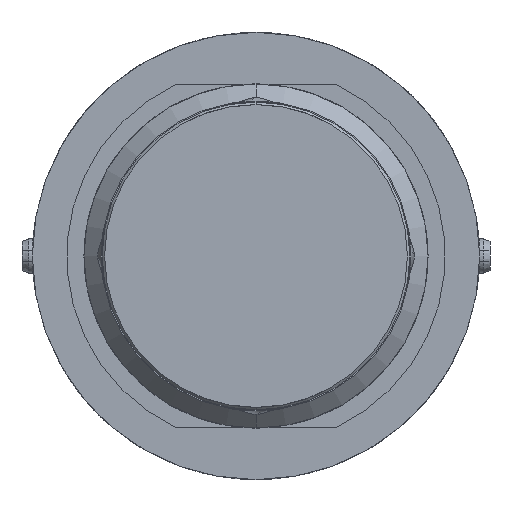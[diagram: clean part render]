
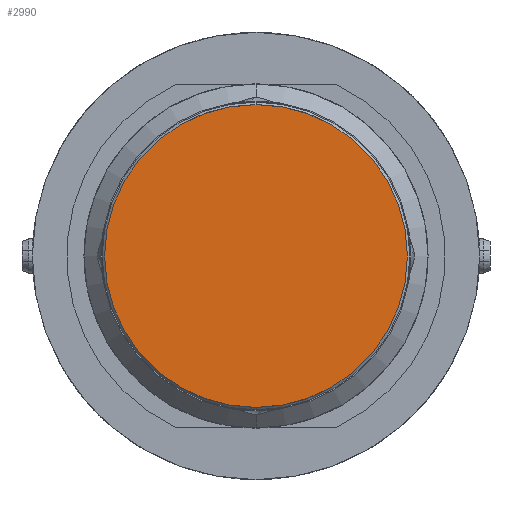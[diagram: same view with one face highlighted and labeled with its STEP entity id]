
A CAD part, front view. The second image highlights one B-rep face of the part: STEP entity #2990.
In plain terms, the highlighted planar face has unit normal (0, -1, 0).
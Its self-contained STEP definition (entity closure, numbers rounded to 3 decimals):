
#373 = CIRCLE ( 'NONE', #4120, 2.2 ) ;
#521 = CARTESIAN_POINT ( 'NONE',  ( 0., 0., 0. ) ) ;
#628 = EDGE_CURVE ( 'Defeature ausgef�hrt1_29+Defeature ausgef�hrt1_36+Defeature ausgef�hrt1_36+Defeature ausgef�hrt1_36', #2456, #6218, #373, .T. ) ;
#807 = FACE_OUTER_BOUND ( 'NONE', #4745, .T. ) ;
#1646 = CARTESIAN_POINT ( 'NONE',  ( 0., 0., -1.9 ) ) ;
#1938 = AXIS2_PLACEMENT_3D ( 'NONE', #1646, #7168, #3174 ) ;
#2004 = CIRCLE ( 'NONE', #2699, 2.2 ) ;
#2125 = ORIENTED_EDGE ( 'NONE', *, *, #3253, .T. ) ;
#2456 = VERTEX_POINT ( 'NONE', #3755 ) ;
#2483 = ORIENTED_EDGE ( 'NONE', *, *, #628, .T. ) ;
#2699 = AXIS2_PLACEMENT_3D ( 'NONE', #4579, #2859, #2753 ) ;
#2753 = DIRECTION ( 'NONE',  ( -1., 0., 0. ) ) ;
#2837 = DIRECTION ( 'NONE',  ( 0., -1., 0. ) ) ;
#2859 = DIRECTION ( 'NONE',  ( 0., -1., 0. ) ) ;
#2990 = ADVANCED_FACE ( 'Defeature ausgef�hrt1_29', ( #807 ), #3161, .F. ) ;
#3161 = PLANE ( 'NONE',  #1938 ) ;
#3174 = DIRECTION ( 'NONE',  ( 1., 0., 0. ) ) ;
#3253 = EDGE_CURVE ( 'Defeature ausgef�hrt1_29+Defeature ausgef�hrt1_36+Defeature ausgef�hrt1_36+Defeature ausgef�hrt1_36', #6218, #2456, #2004, .T. ) ;
#3755 = CARTESIAN_POINT ( 'NONE',  ( -2.2, 0., 0. ) ) ;
#4120 = AXIS2_PLACEMENT_3D ( 'NONE', #521, #2837, #5230 ) ;
#4579 = CARTESIAN_POINT ( 'NONE',  ( 0., 0., 0. ) ) ;
#4745 = EDGE_LOOP ( 'NONE', ( #2483, #2125 ) ) ;
#5230 = DIRECTION ( 'NONE',  ( -1., 0., 0. ) ) ;
#6218 = VERTEX_POINT ( 'NONE', #6893 ) ;
#6893 = CARTESIAN_POINT ( 'NONE',  ( 2.2, 0., 0. ) ) ;
#7168 = DIRECTION ( 'NONE',  ( 0., 1., 0. ) ) ;
